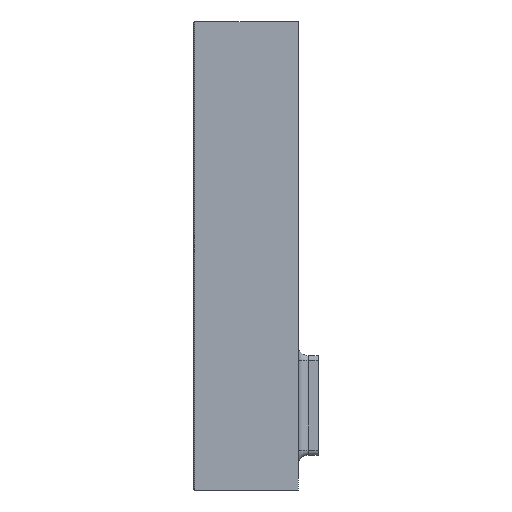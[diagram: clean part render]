
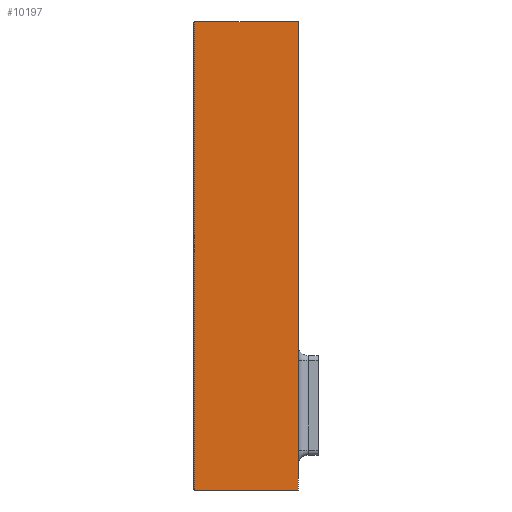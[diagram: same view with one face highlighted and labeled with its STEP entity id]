
A CAD part, left-side view. The second image highlights one B-rep face of the part: STEP entity #10197.
In plain terms, the highlighted planar face has unit normal (-1, 0, 0).
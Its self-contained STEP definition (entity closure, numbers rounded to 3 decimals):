
#77 = EDGE_CURVE ( 'NONE', #6554, #2730, #6098, .T. ) ;
#125 = VECTOR ( 'NONE', #932, 1000. ) ;
#411 = FACE_OUTER_BOUND ( 'NONE', #7437, .T. ) ;
#514 = CARTESIAN_POINT ( 'NONE',  ( -325., 104., -235. ) ) ;
#643 = EDGE_CURVE ( 'NONE', #2524, #2937, #2246, .T. ) ;
#932 = DIRECTION ( 'NONE',  ( 0., 0., 1. ) ) ;
#937 = CARTESIAN_POINT ( 'NONE',  ( -325., 104., 235. ) ) ;
#949 = LINE ( 'NONE', #937, #125 ) ;
#2196 = DIRECTION ( 'NONE',  ( 0., -1., 0. ) ) ;
#2213 = CARTESIAN_POINT ( 'NONE',  ( -325., 105., 235. ) ) ;
#2246 = LINE ( 'NONE', #2213, #5292 ) ;
#2524 = VERTEX_POINT ( 'NONE', #8819 ) ;
#2730 = VERTEX_POINT ( 'NONE', #5737 ) ;
#2937 = VERTEX_POINT ( 'NONE', #4116 ) ;
#3340 = DIRECTION ( 'NONE',  ( 0., 0., 1. ) ) ;
#4116 = CARTESIAN_POINT ( 'NONE',  ( -325., 0., 235. ) ) ;
#4132 = PLANE ( 'NONE',  #7566 ) ;
#5292 = VECTOR ( 'NONE', #2196, 1000. ) ;
#5737 = CARTESIAN_POINT ( 'NONE',  ( -325., 0., -235. ) ) ;
#6062 = DIRECTION ( 'NONE',  ( 0., -1., 0. ) ) ;
#6081 = CARTESIAN_POINT ( 'NONE',  ( -325., 105., -235. ) ) ;
#6098 = LINE ( 'NONE', #6081, #10229 ) ;
#6393 = EDGE_CURVE ( 'NONE', #6554, #2524, #949, .T. ) ;
#6418 = ORIENTED_EDGE ( 'NONE', *, *, #6883, .F. ) ;
#6483 = VECTOR ( 'NONE', #8259, 1000. ) ;
#6554 = VERTEX_POINT ( 'NONE', #514 ) ;
#6883 = EDGE_CURVE ( 'NONE', #2937, #2730, #8273, .T. ) ;
#7437 = EDGE_LOOP ( 'NONE', ( #8616, #6418, #7920, #8533 ) ) ;
#7470 = CARTESIAN_POINT ( 'NONE',  ( -325., 105., 235. ) ) ;
#7566 = AXIS2_PLACEMENT_3D ( 'NONE', #7470, #10787, #3340 ) ;
#7920 = ORIENTED_EDGE ( 'NONE', *, *, #643, .F. ) ;
#8259 = DIRECTION ( 'NONE',  ( 0., 0., -1. ) ) ;
#8262 = CARTESIAN_POINT ( 'NONE',  ( -325., 0., 235. ) ) ;
#8273 = LINE ( 'NONE', #8262, #6483 ) ;
#8533 = ORIENTED_EDGE ( 'NONE', *, *, #6393, .F. ) ;
#8616 = ORIENTED_EDGE ( 'NONE', *, *, #77, .T. ) ;
#8819 = CARTESIAN_POINT ( 'NONE',  ( -325., 104., 235. ) ) ;
#10197 = ADVANCED_FACE ( 'NONE', ( #411 ), #4132, .F. ) ;
#10229 = VECTOR ( 'NONE', #6062, 1000. ) ;
#10787 = DIRECTION ( 'NONE',  ( 1., 0., 0. ) ) ;
